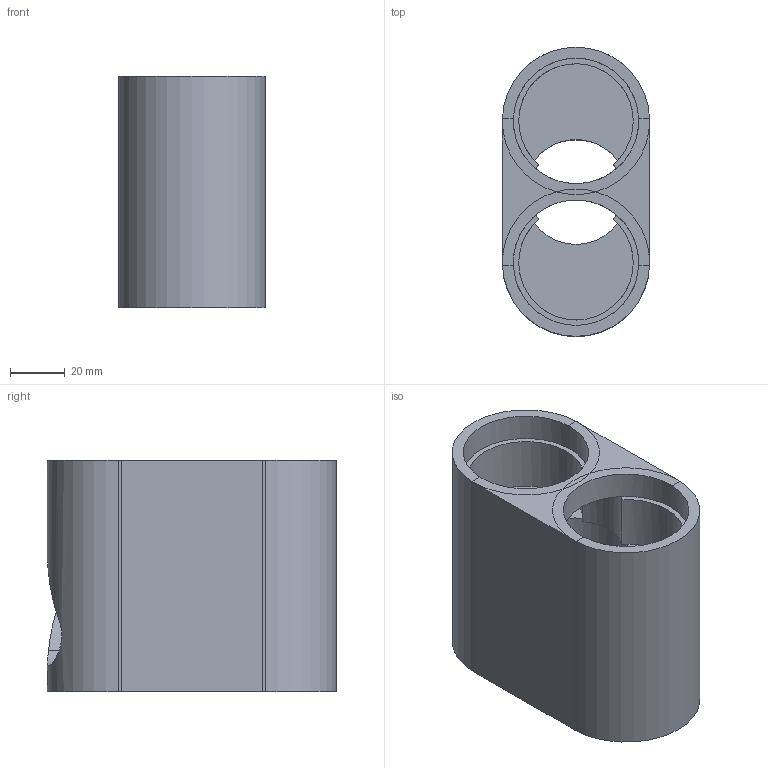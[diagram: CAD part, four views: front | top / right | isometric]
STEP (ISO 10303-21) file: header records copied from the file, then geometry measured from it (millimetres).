
FILE_DESCRIPTION(('FreeCAD Model'),'2;1');
FILE_NAME('Open CASCADE Shape Model','2024-10-16T20:56:39',(''),(''), 'Open CASCADE STEP processor 7.6','FreeCAD','Unknown');
FILE_SCHEMA(('CONFIG_CONTROL_DESIGN','SHAPE_APPEARANCE_LAYER_MIM'));
Length unit declared in the file: millimetre
Products named in the file (1): difference (Solid)
Bounding box: 54 x 106 x 85 mm (x, y, z)
Volume: 245672.7 mm3; surface area: 49378.6 mm2
Topology: 1 solids, 1 shells, 67 faces, 153 edges, 84 vertices
Faces by surface type: plane 50, cylinder 17
Full cylindrical faces by diameter (mm): 5 x1, 38.4 x1, 46 x2
Entity records: 2267 total; most frequent: CARTESIAN_POINT 663, DIRECTION 361, ORIENTED_EDGE 306, EDGE_CURVE 153, AXIS2_PLACEMENT_3D 146, VERTEX_POINT 84, CIRCLE 74, FACE_BOUND 71
